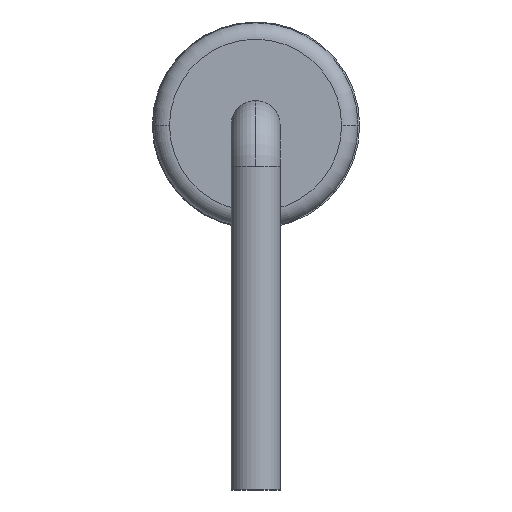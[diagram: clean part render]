
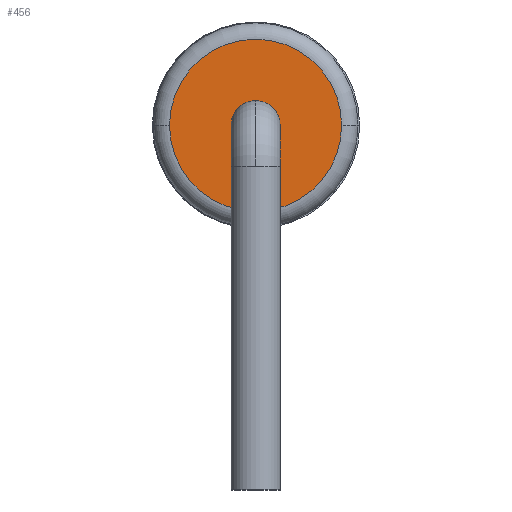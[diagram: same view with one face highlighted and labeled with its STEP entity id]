
A CAD part, left-side view. The second image highlights one B-rep face of the part: STEP entity #456.
In plain terms, the highlighted planar face has unit normal (-1, 0, 0).
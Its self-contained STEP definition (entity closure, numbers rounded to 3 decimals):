
#348=CARTESIAN_POINT('',(-3.25,1.05,1.25));
#349=VERTEX_POINT('',#348);
#366=CARTESIAN_POINT('',(-3.25,-1.05,1.25));
#367=VERTEX_POINT('',#366);
#375=CARTESIAN_POINT('',(-3.25,0.,1.25));
#376=DIRECTION('',(1.0,0.0,0.0));
#377=DIRECTION('',(0.0,-1.0,0.0));
#378=AXIS2_PLACEMENT_3D('',#375,#376,#377);
#379=CIRCLE('',#378,1.05);
#380=EDGE_CURVE('',#367,#349,#379,.T.);
#441=CARTESIAN_POINT('',(-3.25,0.,1.25));
#442=DIRECTION('',(1.0,0.0,0.0));
#443=DIRECTION('',(0.0,1.0,0.0));
#444=AXIS2_PLACEMENT_3D('',#441,#442,#443);
#445=PLANE('',#444);
#446=CARTESIAN_POINT('',(-3.25,0.,1.25));
#447=DIRECTION('',(1.0,0.0,0.0));
#448=DIRECTION('',(0.0,-1.0,0.0));
#449=AXIS2_PLACEMENT_3D('',#446,#447,#448);
#450=CIRCLE('',#449,1.05);
#451=EDGE_CURVE('',#349,#367,#450,.T.);
#452=ORIENTED_EDGE('',*,*,#451,.F.);
#453=ORIENTED_EDGE('',*,*,#380,.F.);
#454=EDGE_LOOP('',(#452,#453));
#455=FACE_OUTER_BOUND('',#454,.T.);
#456=ADVANCED_FACE('',(#455),#445,.F.);
